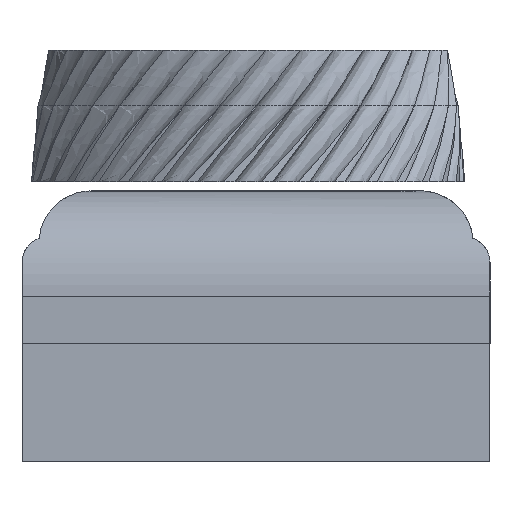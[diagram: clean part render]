
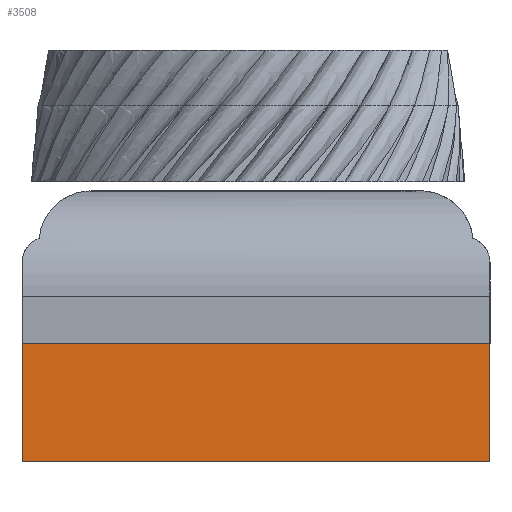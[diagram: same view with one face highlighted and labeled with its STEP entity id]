
A CAD part, front view. The second image highlights one B-rep face of the part: STEP entity #3508.
In plain terms, the highlighted planar face has unit normal (0, -1, 0).
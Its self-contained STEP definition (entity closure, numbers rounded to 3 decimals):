
#414=PLANE('',#3784);
#500=FACE_OUTER_BOUND('',#731,.T.);
#731=EDGE_LOOP('',(#2585,#2586,#2587,#2588));
#940=LINE('',#4738,#1153);
#995=LINE('',#4865,#1208);
#1039=LINE('',#4952,#1252);
#1040=LINE('',#4954,#1253);
#1153=VECTOR('',#4024,10.);
#1208=VECTOR('',#4141,10.);
#1252=VECTOR('',#4219,10.);
#1253=VECTOR('',#4222,10.);
#1495=VERTEX_POINT('',#4735);
#1496=VERTEX_POINT('',#4737);
#1536=VERTEX_POINT('',#4862);
#1537=VERTEX_POINT('',#4864);
#1834=EDGE_CURVE('',#1495,#1496,#940,.T.);
#1896=EDGE_CURVE('',#1536,#1537,#995,.T.);
#1940=EDGE_CURVE('',#1536,#1496,#1039,.T.);
#1941=EDGE_CURVE('',#1537,#1495,#1040,.T.);
#2585=ORIENTED_EDGE('',*,*,#1940,.T.);
#2586=ORIENTED_EDGE('',*,*,#1834,.F.);
#2587=ORIENTED_EDGE('',*,*,#1941,.F.);
#2588=ORIENTED_EDGE('',*,*,#1896,.F.);
#3508=ADVANCED_FACE('',(#500),#414,.T.);
#3784=AXIS2_PLACEMENT_3D('',#4953,#4220,#4221);
#4024=DIRECTION('',(1.,0.,0.));
#4141=DIRECTION('',(-1.,0.,0.));
#4219=DIRECTION('',(0.,0.,1.));
#4220=DIRECTION('center_axis',(0.,-1.,0.));
#4221=DIRECTION('ref_axis',(1.,0.,0.));
#4222=DIRECTION('',(0.,0.,1.));
#4735=CARTESIAN_POINT('',(-8.9,-11.6,3.));
#4737=CARTESIAN_POINT('',(8.9,-11.6,3.));
#4738=CARTESIAN_POINT('',(8.9,-11.6,3.));
#4862=CARTESIAN_POINT('',(8.9,-11.6,-1.5));
#4864=CARTESIAN_POINT('',(-8.9,-11.6,-1.5));
#4865=CARTESIAN_POINT('',(8.9,-11.6,-1.5));
#4952=CARTESIAN_POINT('',(8.9,-11.6,0.));
#4953=CARTESIAN_POINT('Origin',(-8.9,-11.6,0.));
#4954=CARTESIAN_POINT('',(-8.9,-11.6,0.));
